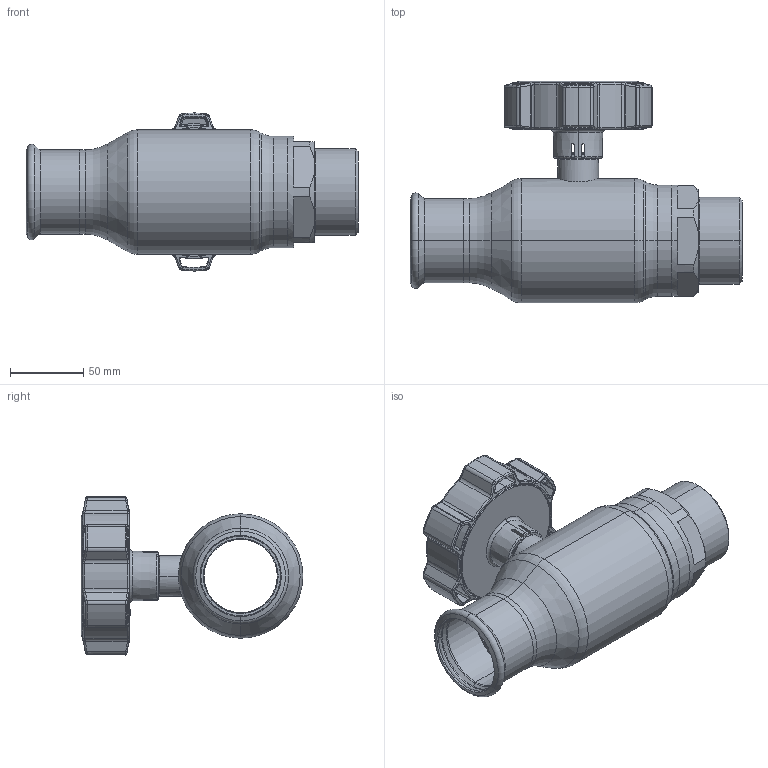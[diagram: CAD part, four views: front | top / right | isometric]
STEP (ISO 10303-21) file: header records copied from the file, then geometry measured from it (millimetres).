
FILE_DESCRIPTION (( 'STEP AP214' ), '1' );
FILE_NAME ('1050001200-1200.step', '2024-01-15T11:31:36', ( '' ), ( '' ), 'SwSTEP 2.0', 'SolidWorks 2021', '' );
FILE_SCHEMA (( 'AUTOMOTIVE_DESIGN' ));
Length unit declared in the file: millimetre
Products named in the file (1): 1050001200-1200
Bounding box: 226.8 x 151.5 x 107.98 mm (x, y, z)
Surface area: 118480 mm2 (no closed solid volume)
Topology: 0 solids, 11 shells, 503 faces, 1534 edges, 1011 vertices
Faces by surface type: bspline 149, cylinder 117, plane 99, torus 73, cone 59, sphere 6
Entity records: 30788 total; most frequent: CARTESIAN_POINT 13073, ORIENTED_EDGE 2647, DIRECTION 2172, EDGE_CURVE 1534, VERTEX_POINT 1011, AXIS2_PLACEMENT_3D 867, B_SPLINE_CURVE_WITH_KNOTS 561, EDGE_LOOP 533
